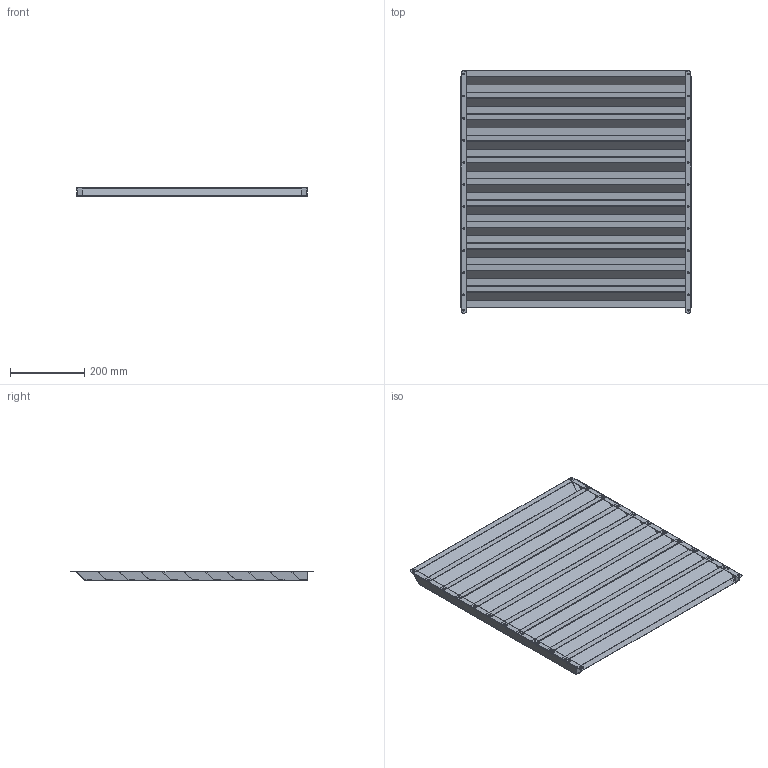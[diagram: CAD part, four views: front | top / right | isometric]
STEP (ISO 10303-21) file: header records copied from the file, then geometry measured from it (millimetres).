
FILE_DESCRIPTION (( 'STEP AP203' ), '1' );
FILE_NAME ('M4523H-LOUVRE.STEP', '2024-07-05T06:48:48', ( '' ), ( '' ), 'SwSTEP 2.0', 'SolidWorks 2023', '' );
FILE_SCHEMA (( 'CONFIG_CONTROL_DESIGN' ));
Length unit declared in the file: millimetre
Products named in the file (4): M4523H EP-2; M4523H EP-1; M4523H EP-3; M4523H-LOUVRE
Assembly tree (13 placements, depth 2):
  M4523H-LOUVRE
    M4523H EP-1  x11
    M4523H EP-2
    M4523H EP-3
Bounding box: 621.6 x 652.13 x 25.2 mm (x, y, z)
Volume: 411661.8 mm3; surface area: 1044578.5 mm2
Topology: 13 solids, 13 shells, 554 faces, 1344 edges, 816 vertices
Faces by surface type: cylinder 292, plane 254, bspline 8
Entity records: 7782 total; most frequent: CARTESIAN_POINT 1558, DIRECTION 1220, ORIENTED_EDGE 1088, EDGE_CURVE 544, AXIS2_PLACEMENT_3D 470, VERTEX_POINT 336, EDGE_LOOP 314, LINE 280
